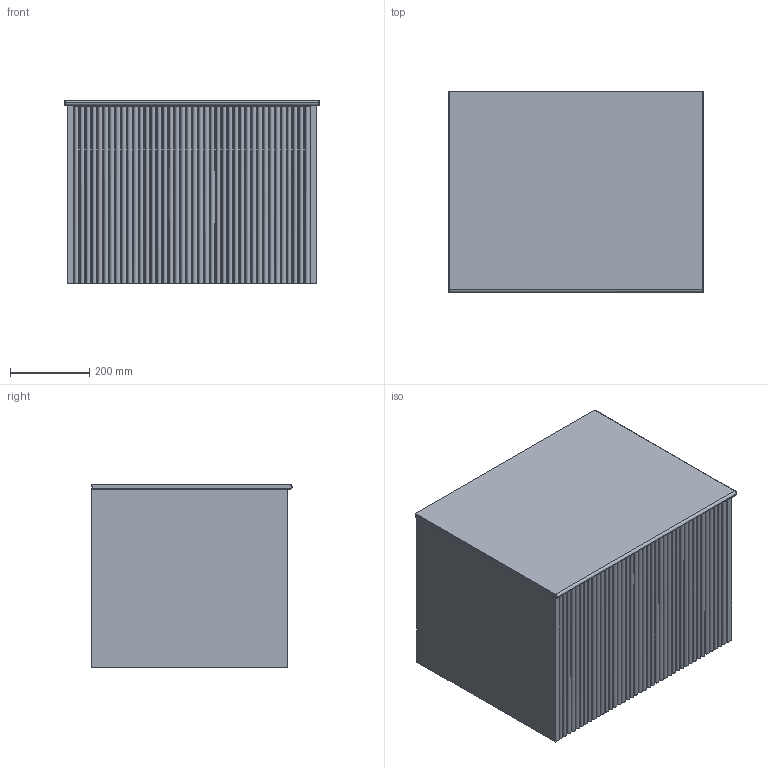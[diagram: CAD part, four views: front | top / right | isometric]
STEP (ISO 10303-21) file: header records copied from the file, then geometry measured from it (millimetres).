
FILE_DESCRIPTION(/* description */ (''),/* implementation_level */ '2;1');
FILE_NAME(/* name */ 'Kado Neue Fluted Square 600 (12MM)',/* time_stamp */ '2025-07-09T15:07:11+10:00',/* author */ (''),/* organization */ (''),/* preprocessor_version */ 'ST-DEVELOPER v16.5',/* originating_system */ '',/* authorisation */ '');
FILE_SCHEMA (('AUTOMOTIVE_DESIGN'));
Length unit declared in the file: millimetre
Products named in the file (11): Document; Kado Neue Fluted Square 600 (12MM); Kado Neue Fluted Square Benchtop (12MM) ALL262728; Kado Neue Fluted Square 600 Benchtop (12MM)19; Kado Neue Fluted Square 600 Benchtop (12MM); Kado Neue Fluted Square ALL2930; Kado Neue Fluted Square 600; Kado Neue Fluted Carcass 90011; Kado Neue Fluted Panel 595202122232425; Kado Neue Fluted Panel 59523456789; Kado Neue Fluted Filler161718
Assembly tree (11 placements, depth 6):
  Document
    Kado Neue Fluted Square 600 (12MM)
      Kado Neue Fluted Square Benchtop (12MM) ALL262728
        Kado Neue Fluted Square 600 Benchtop (12MM)19
          Kado Neue Fluted Square 600 Benchtop (12MM)
      Kado Neue Fluted Square ALL2930
        Kado Neue Fluted Square 600
          Kado Neue Fluted Carcass 90011
          Kado Neue Fluted Panel 595202122232425
            Kado Neue Fluted Panel 59523456789
          Kado Neue Fluted Filler161718  x2
Bounding box: 642 x 506 x 462 mm (x, y, z)
Volume: 31629265.9 mm3; surface area: 4357512.7 mm2
Topology: 9 solids, 9 shells, 221 faces, 599 edges, 396 vertices
Faces by surface type: cylinder 126, plane 91, bspline 4
Entity records: 6770 total; most frequent: CARTESIAN_POINT 2541, ORIENTED_EDGE 1174, EDGE_CURVE 587, VERTEX_POINT 388, B_SPLINE_CURVE_WITH_KNOTS 333, DIRECTION 263, AXIS2_PLACEMENT_3D 237, ADVANCED_FACE 215
